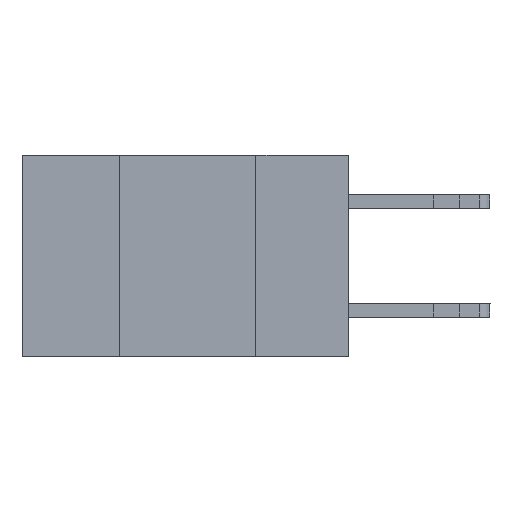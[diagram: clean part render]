
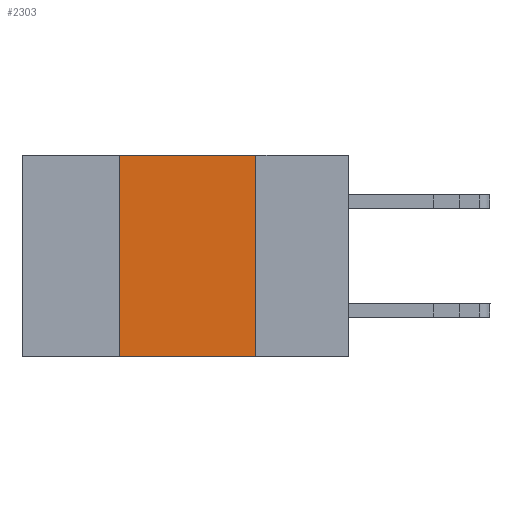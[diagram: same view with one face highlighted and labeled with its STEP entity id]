
A CAD part, left-side view. The second image highlights one B-rep face of the part: STEP entity #2303.
In plain terms, the highlighted planar face has unit normal (-1, 0, 0).
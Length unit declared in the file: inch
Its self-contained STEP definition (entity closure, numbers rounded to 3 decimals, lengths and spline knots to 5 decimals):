
#231 = CARTESIAN_POINT ( 'NONE',  ( 0., 0.6, 0. ) ) ;
#298 = CARTESIAN_POINT ( 'NONE',  ( 0., 0.42, 0. ) ) ;
#842 = ORIENTED_EDGE ( 'NONE', *, *, #10270, .F. ) ;
#925 = CARTESIAN_POINT ( 'NONE',  ( 0., 0.42, -0.37 ) ) ;
#1347 = VERTEX_POINT ( 'NONE', #298 ) ;
#1532 = LINE ( 'NONE', #11378, #9997 ) ;
#2303 = ADVANCED_FACE ( 'NONE', ( #6506 ), #12518, .F. ) ;
#3009 = VECTOR ( 'NONE', #6479, 39.37008 ) ;
#3179 = EDGE_CURVE ( 'NONE', #10081, #1347, #1532, .T. ) ;
#3367 = VECTOR ( 'NONE', #11458, 39.37008 ) ;
#4273 = VERTEX_POINT ( 'NONE', #10471 ) ;
#4591 = CARTESIAN_POINT ( 'NONE',  ( 0., 0.17, 0. ) ) ;
#4684 = DIRECTION ( 'NONE',  ( 1., 0., 0. ) ) ;
#4744 = CARTESIAN_POINT ( 'NONE',  ( 0., 0.6, 0. ) ) ;
#5647 = CARTESIAN_POINT ( 'NONE',  ( 0., 0.6, -0.37 ) ) ;
#6479 = DIRECTION ( 'NONE',  ( 0., -1., 0. ) ) ;
#6492 = VECTOR ( 'NONE', #8216, 39.37008 ) ;
#6506 = FACE_OUTER_BOUND ( 'NONE', #13918, .T. ) ;
#7016 = VERTEX_POINT ( 'NONE', #7588 ) ;
#7588 = CARTESIAN_POINT ( 'NONE',  ( 0., 0.17, -0.37 ) ) ;
#7761 = EDGE_CURVE ( 'NONE', #4273, #7016, #9393, .T. ) ;
#8115 = AXIS2_PLACEMENT_3D ( 'NONE', #231, #4684, #13741 ) ;
#8123 = DIRECTION ( 'NONE',  ( 0., 0., 1. ) ) ;
#8216 = DIRECTION ( 'NONE',  ( 0., -1., 0. ) ) ;
#8386 = ORIENTED_EDGE ( 'NONE', *, *, #3179, .F. ) ;
#9393 = LINE ( 'NONE', #4591, #3367 ) ;
#9469 = LINE ( 'NONE', #4744, #6492 ) ;
#9997 = VECTOR ( 'NONE', #8123, 39.37008 ) ;
#10081 = VERTEX_POINT ( 'NONE', #925 ) ;
#10270 = EDGE_CURVE ( 'NONE', #1347, #4273, #9469, .T. ) ;
#10471 = CARTESIAN_POINT ( 'NONE',  ( 0., 0.17, 0. ) ) ;
#10758 = EDGE_CURVE ( 'NONE', #10081, #7016, #13624, .T. ) ;
#10814 = ORIENTED_EDGE ( 'NONE', *, *, #7761, .F. ) ;
#11378 = CARTESIAN_POINT ( 'NONE',  ( 0., 0.42, 0. ) ) ;
#11458 = DIRECTION ( 'NONE',  ( 0., 0., -1. ) ) ;
#12518 = PLANE ( 'NONE',  #8115 ) ;
#13624 = LINE ( 'NONE', #5647, #3009 ) ;
#13741 = DIRECTION ( 'NONE',  ( 0., 0., -1. ) ) ;
#13801 = ORIENTED_EDGE ( 'NONE', *, *, #10758, .T. ) ;
#13918 = EDGE_LOOP ( 'NONE', ( #10814, #842, #8386, #13801 ) ) ;
